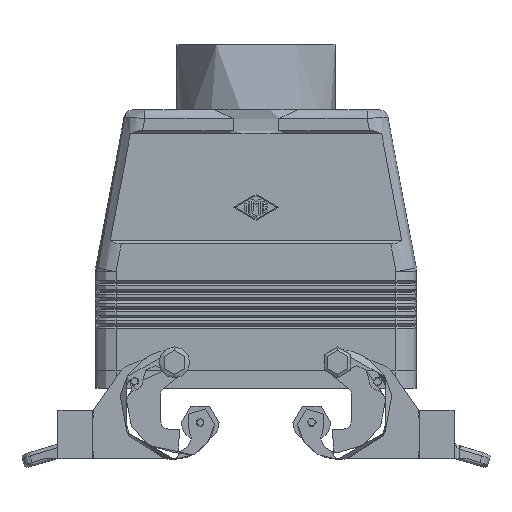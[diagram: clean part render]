
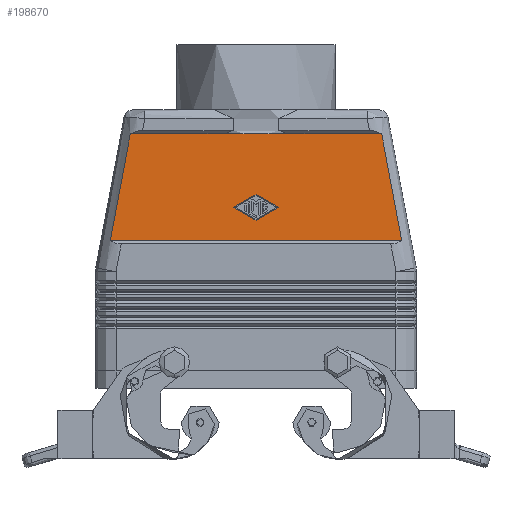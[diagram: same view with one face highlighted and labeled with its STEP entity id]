
A CAD part, front view. The second image highlights one B-rep face of the part: STEP entity #198670.
In plain terms, the highlighted planar face has unit normal (0, -1, 0).
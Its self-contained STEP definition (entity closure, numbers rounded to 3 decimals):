
#12530=CARTESIAN_POINT('',(42.42,-20.5,43.));
#12540=VERTEX_POINT('',#12530);
#12570=CARTESIAN_POINT('',(36.587,-20.5,74.));
#12580=DIRECTION('',(0.185,0.,-0.983));
#12590=VECTOR('',#12580,31.544);
#12600=LINE('',#12570,#12590);
#12610=CARTESIAN_POINT('',(36.587,-20.5,74.));
#12620=VERTEX_POINT('',#12610);
#12630=EDGE_CURVE('',#12620,#12540,#12600,.T.);
#14770=CARTESIAN_POINT('',(-36.587,-20.5,74.));
#14780=VERTEX_POINT('',#14770);
#14810=CARTESIAN_POINT('',(-42.42,-20.5,43.));
#14820=DIRECTION('',(0.185,0.,0.983));
#14830=VECTOR('',#14820,31.544);
#14840=LINE('',#14810,#14830);
#14850=CARTESIAN_POINT('',(-42.42,-20.5,43.));
#14860=VERTEX_POINT('',#14850);
#14870=EDGE_CURVE('',#14860,#14780,#14840,.T.);
#71780=CARTESIAN_POINT('',(9.274,-20.5,74.));
#71790=DIRECTION('',(1.,0.,0.));
#71800=VECTOR('',#71790,27.313);
#71810=LINE('',#71780,#71800);
#71820=CARTESIAN_POINT('',(-9.274,-20.5,74.));
#71830=VERTEX_POINT('',#71820);
#71840=EDGE_CURVE('',#14780,#71830,#71810,.T.);
#95060=CARTESIAN_POINT('',(9.274,-20.5,74.));
#95070=VERTEX_POINT('',#95060);
#95100=CARTESIAN_POINT('',(0.,-20.5,74.));
#95110=DIRECTION('',(1.,0.,0.));
#95120=VECTOR('',#95110,1.);
#95130=LINE('',#95100,#95120);
#95140=EDGE_CURVE('',#71830,#95070,#95130,.T.);
#95350=EDGE_CURVE('',#95070,#12620,#71810,.T.);
#182980=CARTESIAN_POINT('',(0.,-20.5,48.901));
#182990=VERTEX_POINT('',#182980);
#183160=CARTESIAN_POINT('',(6.5,-20.5,52.65));
#183170=VERTEX_POINT('',#183160);
#183200=CARTESIAN_POINT('',(6.5,-20.5,52.65));
#183210=DIRECTION('',(-0.866,0.,-0.5));
#183220=VECTOR('',#183210,7.504);
#183230=LINE('',#183200,#183220);
#183240=EDGE_CURVE('',#183170,#182990,#183230,.T.);
#193420=CARTESIAN_POINT('',(0.,-20.5,56.399));
#193430=VERTEX_POINT('',#193420);
#193600=CARTESIAN_POINT('',(-6.5,-20.5,52.65));
#193610=VERTEX_POINT('',#193600);
#193640=CARTESIAN_POINT('',(-6.5,-20.5,52.65));
#193650=DIRECTION('',(0.866,0.,0.5));
#193660=VECTOR('',#193650,7.504);
#193670=LINE('',#193640,#193660);
#193680=EDGE_CURVE('',#193610,#193430,#193670,.T.);
#198330=CARTESIAN_POINT('',(0.,-20.5,74.));
#198340=DIRECTION('',(0.,1.,0.));
#198350=DIRECTION('',(0.,0.,1.));
#198360=AXIS2_PLACEMENT_3D('',#198330,#198340,#198350);
#198370=PLANE('',#198360);
#198380=CARTESIAN_POINT('',(-42.42,-20.5,43.));
#198390=DIRECTION('',(1.,0.,0.));
#198400=VECTOR('',#198390,84.84);
#198410=LINE('',#198380,#198400);
#198420=EDGE_CURVE('',#14860,#12540,#198410,.T.);
#198430=ORIENTED_EDGE('',*,*,#198420,.T.);
#198440=ORIENTED_EDGE('',*,*,#14870,.F.);
#198450=ORIENTED_EDGE('',*,*,#71840,.F.);
#198460=ORIENTED_EDGE('',*,*,#95140,.F.);
#198470=ORIENTED_EDGE('',*,*,#95350,.F.);
#198480=ORIENTED_EDGE('',*,*,#12630,.F.);
#198490=EDGE_LOOP('',(#198480,#198470,#198460,#198450,#198440,#198430));
#198500=FACE_OUTER_BOUND('',#198490,.T.);
#198510=ORIENTED_EDGE('',*,*,#183240,.T.);
#198520=CARTESIAN_POINT('',(0.,-20.5,56.399));
#198530=DIRECTION('',(0.866,0.,-0.5));
#198540=VECTOR('',#198530,7.504);
#198550=LINE('',#198520,#198540);
#198560=EDGE_CURVE('',#193430,#183170,#198550,.T.);
#198570=ORIENTED_EDGE('',*,*,#198560,.T.);
#198580=ORIENTED_EDGE('',*,*,#193680,.T.);
#198590=CARTESIAN_POINT('',(0.,-20.5,48.901));
#198600=DIRECTION('',(-0.866,0.,0.5));
#198610=VECTOR('',#198600,7.504);
#198620=LINE('',#198590,#198610);
#198630=EDGE_CURVE('',#182990,#193610,#198620,.T.);
#198640=ORIENTED_EDGE('',*,*,#198630,.T.);
#198650=EDGE_LOOP('',(#198640,#198580,#198570,#198510));
#198660=FACE_BOUND('',#198650,.T.);
#198670=ADVANCED_FACE('',(#198500,#198660),#198370,.F.);
